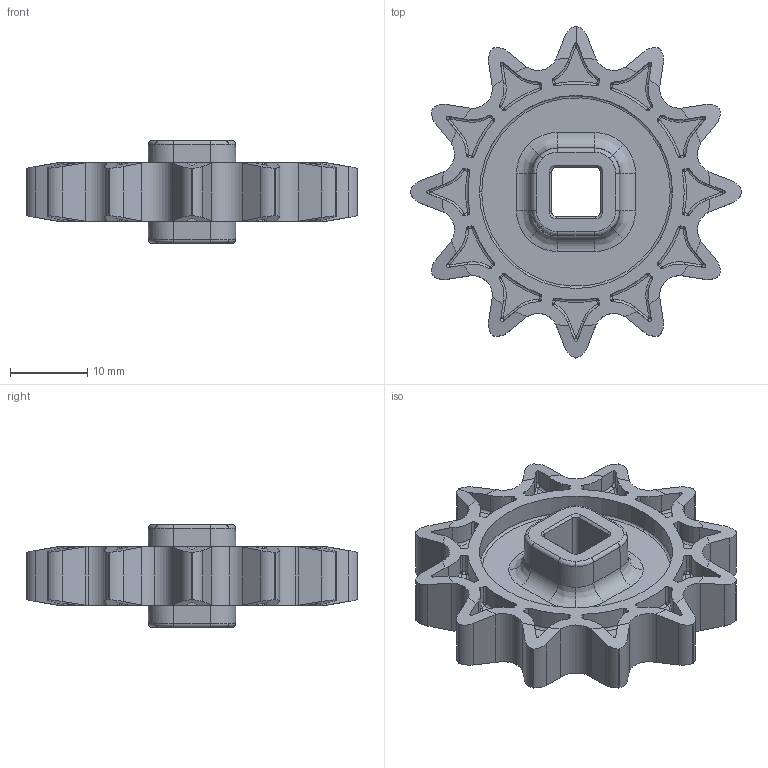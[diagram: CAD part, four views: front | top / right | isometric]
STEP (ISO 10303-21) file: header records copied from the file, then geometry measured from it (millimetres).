
FILE_DESCRIPTION (( 'STEP AP214' ), '1' );
FILE_NAME ('276-2252-004 Rev2.STEP', '2015-08-18T17:49:22', ( '' ), ( '' ), 'SwSTEP 2.0', 'SolidWorks 2015', '' );
FILE_SCHEMA (( 'AUTOMOTIVE_DESIGN' ));
Length unit declared in the file: millimetre
Products named in the file (2): 276-2252-004 Rev2
Bounding box: 42.99 x 42.99 x 13.34 mm (x, y, z)
Volume: 5237.4 mm3; surface area: 5661.3 mm2
Topology: 1 solids, 1 shells, 973 faces, 2589 edges, 1410 vertices
Faces by surface type: cylinder 425, bspline 344, plane 170, cone 34
Entity records: 36031 total; most frequent: CARTESIAN_POINT 13930, ORIENTED_EDGE 4754, DIRECTION 4129, EDGE_CURVE 2377, AXIS2_PLACEMENT_3D 1670, VERTEX_POINT 1410, CIRCLE 1039, EDGE_LOOP 979
